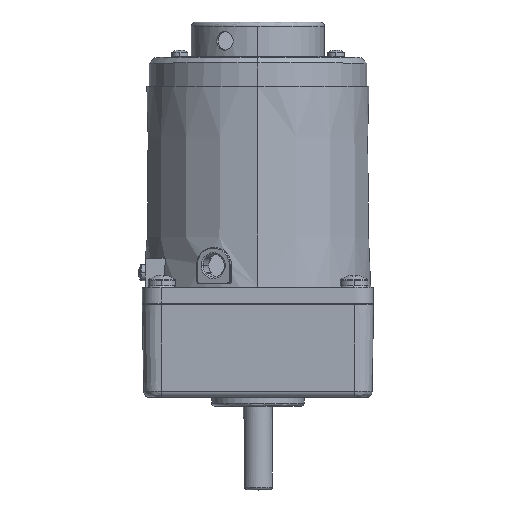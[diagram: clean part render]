
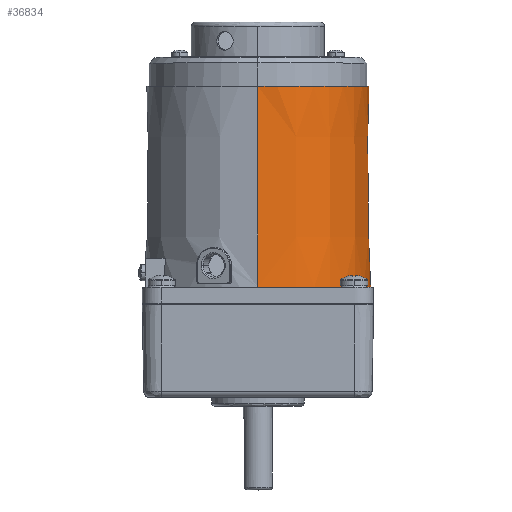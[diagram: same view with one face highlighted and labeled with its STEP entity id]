
A CAD part, top view. The second image highlights one B-rep face of the part: STEP entity #36834.
In plain terms, the highlighted conical face has half-angle 0.5 degrees and reference radius 39 mm.
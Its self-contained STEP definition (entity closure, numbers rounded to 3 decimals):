
#13808 = CIRCLE ( 'NONE', #13939, 39. ) ;
#13809 = CARTESIAN_POINT ( 'NONE',  ( 0., 0., 0. ) ) ;
#13835 = DIRECTION ( 'NONE',  ( 0., 0., -1. ) ) ;
#13837 = DIRECTION ( 'NONE',  ( 0., -1., 0. ) ) ;
#13838 = CARTESIAN_POINT ( 'NONE',  ( 0., 0., 0. ) ) ;
#13839 = AXIS2_PLACEMENT_3D ( 'NONE', #13838, #13837, #13835 ) ;
#13845 = CONICAL_SURFACE ( 'NONE', #13839, 39., 0.009 ) ;
#13847 = FACE_OUTER_BOUND ( 'NONE', #36835, .T. ) ;
#13887 = DIRECTION ( 'NONE',  ( 0., 0., -1. ) ) ;
#13889 = DIRECTION ( 'NONE',  ( 0., -1., 0. ) ) ;
#13890 = CARTESIAN_POINT ( 'NONE',  ( 0., 69.5, 0. ) ) ;
#13892 = AXIS2_PLACEMENT_3D ( 'NONE', #13890, #13889, #13887 ) ;
#13894 = CIRCLE ( 'NONE', #13892, 38.393 ) ;
#13935 = DIRECTION ( 'NONE',  ( 0., 0., -1. ) ) ;
#13937 = DIRECTION ( 'NONE',  ( 0., 1., 0. ) ) ;
#13939 = AXIS2_PLACEMENT_3D ( 'NONE', #13809, #13937, #13935 ) ;
#14171 = CARTESIAN_POINT ( 'NONE',  ( 0., 0., 39. ) ) ;
#14173 = CARTESIAN_POINT ( 'NONE',  ( 0., 0., -39. ) ) ;
#14208 = LINE ( 'NONE', #14220, #14218 ) ;
#14209 = CARTESIAN_POINT ( 'NONE',  ( 0., 69.5, -38.393 ) ) ;
#14217 = DIRECTION ( 'NONE',  ( 0., -1., 0.009 ) ) ;
#14218 = VECTOR ( 'NONE', #14217, 1000. ) ;
#14220 = CARTESIAN_POINT ( 'NONE',  ( 0., 0., 39. ) ) ;
#14228 = CARTESIAN_POINT ( 'NONE',  ( 0., 69.5, 38.393 ) ) ;
#14284 = DIRECTION ( 'NONE',  ( 0., -1., -0.009 ) ) ;
#14285 = VECTOR ( 'NONE', #14284, 1000. ) ;
#14287 = CARTESIAN_POINT ( 'NONE',  ( 0., 0., -39. ) ) ;
#14288 = LINE ( 'NONE', #14287, #14285 ) ;
#36834 = ADVANCED_FACE ( 'NONE', ( #13847 ), #13845, .T. ) ;
#36835 = EDGE_LOOP ( 'NONE', ( #36836, #36913, #36842, #36911 ) ) ;
#36836 = ORIENTED_EDGE ( 'NONE', *, *, #36853, .T. ) ;
#36842 = ORIENTED_EDGE ( 'NONE', *, *, #36843, .T. ) ;
#36843 = EDGE_CURVE ( 'NONE', #36897, #36896, #13808, .T. ) ;
#36853 = EDGE_CURVE ( 'NONE', #36903, #36900, #13894, .T. ) ;
#36896 = VERTEX_POINT ( 'NONE', #14173 ) ;
#36897 = VERTEX_POINT ( 'NONE', #14171 ) ;
#36900 = VERTEX_POINT ( 'NONE', #14228 ) ;
#36903 = VERTEX_POINT ( 'NONE', #14209 ) ;
#36904 = EDGE_CURVE ( 'NONE', #36900, #36897, #14208, .T. ) ;
#36911 = ORIENTED_EDGE ( 'NONE', *, *, #36912, .F. ) ;
#36912 = EDGE_CURVE ( 'NONE', #36903, #36896, #14288, .T. ) ;
#36913 = ORIENTED_EDGE ( 'NONE', *, *, #36904, .T. ) ;
